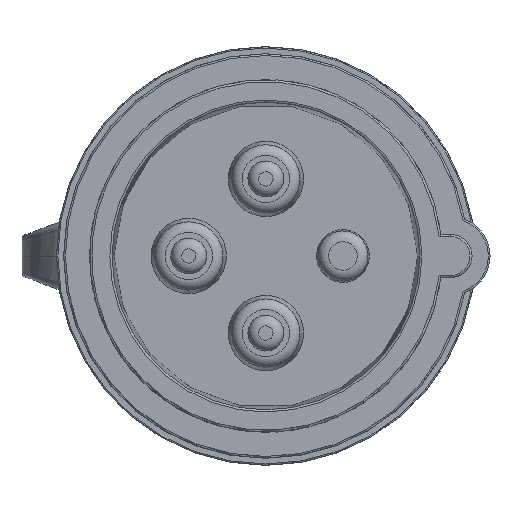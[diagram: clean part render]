
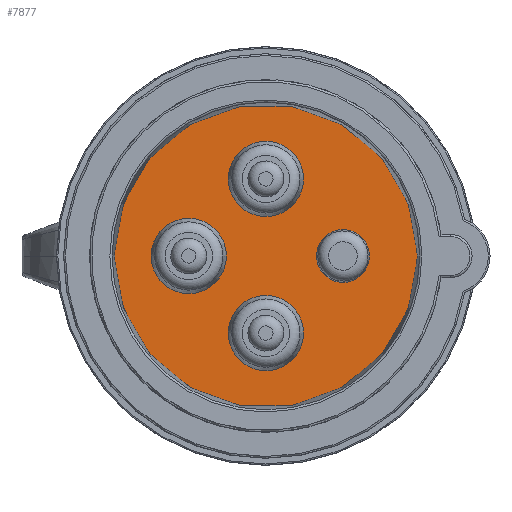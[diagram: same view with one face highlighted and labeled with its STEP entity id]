
A CAD part, left-side view. The second image highlights one B-rep face of the part: STEP entity #7877.
In plain terms, the highlighted planar face has unit normal (-1, 0, 0).
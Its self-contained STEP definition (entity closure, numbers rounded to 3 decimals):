
#830 = ORIENTED_EDGE ( 'NONE', *, *, #6868, .F. ) ;
#1597 = EDGE_LOOP ( 'NONE', ( #19434 ) ) ;
#1889 = CIRCLE ( 'NONE', #15806, 5.25 ) ;
#2143 = DIRECTION ( 'NONE',  ( -1., 0., 0. ) ) ;
#2885 = EDGE_CURVE ( 'NONE', #2994, #2994, #1889, .T. ) ;
#2994 = VERTEX_POINT ( 'NONE', #17727 ) ;
#4069 = CARTESIAN_POINT ( 'NONE',  ( -3., -14.431, 0. ) ) ;
#4858 = DIRECTION ( 'NONE',  ( 1., 0., 0. ) ) ;
#5654 = EDGE_LOOP ( 'NONE', ( #7568 ) ) ;
#5976 = EDGE_LOOP ( 'NONE', ( #830 ) ) ;
#6541 = AXIS2_PLACEMENT_3D ( 'NONE', #25834, #4858, #28175 ) ;
#6751 = CARTESIAN_POINT ( 'NONE',  ( -3., -10.75, 0. ) ) ;
#6868 = EDGE_CURVE ( 'NONE', #26297, #26297, #23744, .T. ) ;
#7394 = AXIS2_PLACEMENT_3D ( 'NONE', #27459, #13544, #29775 ) ;
#7568 = ORIENTED_EDGE ( 'NONE', *, *, #28342, .F. ) ;
#7877 = ADVANCED_FACE ( 'NONE', ( #24433, #28432, #29156, #16085, #27742 ), #23509, .F. ) ;
#8068 = ORIENTED_EDGE ( 'NONE', *, *, #2885, .F. ) ;
#8153 = CIRCLE ( 'NONE', #7394, 5.25 ) ;
#8530 = CIRCLE ( 'NONE', #22024, 3.681 ) ;
#8592 = CARTESIAN_POINT ( 'NONE',  ( -3., 0., 0. ) ) ;
#8656 = CARTESIAN_POINT ( 'NONE',  ( -3., 5.25, -10.75 ) ) ;
#8891 = CARTESIAN_POINT ( 'NONE',  ( -3., 0., 10.75 ) ) ;
#9083 = DIRECTION ( 'NONE',  ( 0., -1., 0. ) ) ;
#10951 = DIRECTION ( 'NONE',  ( 0., 1., 0. ) ) ;
#11259 = DIRECTION ( 'NONE',  ( 0., 1., 0. ) ) ;
#13544 = DIRECTION ( 'NONE',  ( -1., 0., 0. ) ) ;
#14930 = AXIS2_PLACEMENT_3D ( 'NONE', #8891, #25183, #11259 ) ;
#15408 = EDGE_LOOP ( 'NONE', ( #8068 ) ) ;
#15806 = AXIS2_PLACEMENT_3D ( 'NONE', #16099, #2143, #18449 ) ;
#16085 = FACE_BOUND ( 'NONE', #1597, .T. ) ;
#16099 = CARTESIAN_POINT ( 'NONE',  ( -3., 10.75, 0. ) ) ;
#17727 = CARTESIAN_POINT ( 'NONE',  ( -3., 16., 0. ) ) ;
#18172 = CIRCLE ( 'NONE', #14930, 5.25 ) ;
#18333 = EDGE_CURVE ( 'NONE', #24122, #24122, #18172, .T. ) ;
#18378 = ORIENTED_EDGE ( 'NONE', *, *, #18333, .F. ) ;
#18449 = DIRECTION ( 'NONE',  ( 0., 1., 0. ) ) ;
#18740 = EDGE_LOOP ( 'NONE', ( #18378 ) ) ;
#19434 = ORIENTED_EDGE ( 'NONE', *, *, #22898, .F. ) ;
#21335 = AXIS2_PLACEMENT_3D ( 'NONE', #8592, #24871, #10951 ) ;
#22024 = AXIS2_PLACEMENT_3D ( 'NONE', #6751, #23047, #9083 ) ;
#22689 = VERTEX_POINT ( 'NONE', #8656 ) ;
#22898 = EDGE_CURVE ( 'NONE', #22689, #22689, #8153, .T. ) ;
#23047 = DIRECTION ( 'NONE',  ( -1., 0., 0. ) ) ;
#23509 = PLANE ( 'NONE',  #6541 ) ;
#23744 = CIRCLE ( 'NONE', #21335, 21.1 ) ;
#24122 = VERTEX_POINT ( 'NONE', #27197 ) ;
#24433 = FACE_BOUND ( 'NONE', #15408, .T. ) ;
#24735 = CARTESIAN_POINT ( 'NONE',  ( -3., 21.1, 0. ) ) ;
#24871 = DIRECTION ( 'NONE',  ( 1., 0., 0. ) ) ;
#25183 = DIRECTION ( 'NONE',  ( -1., 0., 0. ) ) ;
#25834 = CARTESIAN_POINT ( 'NONE',  ( -3., 0., 0. ) ) ;
#26297 = VERTEX_POINT ( 'NONE', #24735 ) ;
#27197 = CARTESIAN_POINT ( 'NONE',  ( -3., 5.25, 10.75 ) ) ;
#27413 = VERTEX_POINT ( 'NONE', #4069 ) ;
#27459 = CARTESIAN_POINT ( 'NONE',  ( -3., 0., -10.75 ) ) ;
#27742 = FACE_BOUND ( 'NONE', #5654, .T. ) ;
#28175 = DIRECTION ( 'NONE',  ( 0., 1., 0. ) ) ;
#28342 = EDGE_CURVE ( 'NONE', #27413, #27413, #8530, .T. ) ;
#28432 = FACE_OUTER_BOUND ( 'NONE', #5976, .T. ) ;
#29156 = FACE_BOUND ( 'NONE', #18740, .T. ) ;
#29775 = DIRECTION ( 'NONE',  ( 0., 1., 0. ) ) ;
